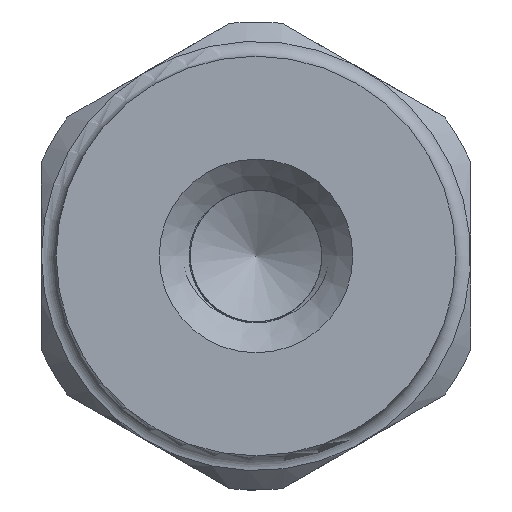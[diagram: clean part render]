
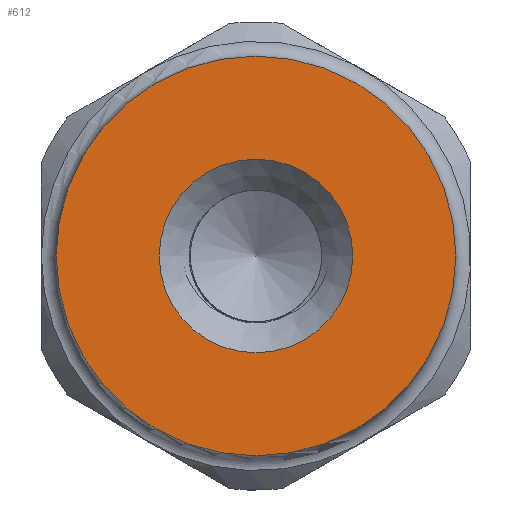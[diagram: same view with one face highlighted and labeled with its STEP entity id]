
A CAD part, front view. The second image highlights one B-rep face of the part: STEP entity #612.
In plain terms, the highlighted planar face has unit normal (0, -1, 0).
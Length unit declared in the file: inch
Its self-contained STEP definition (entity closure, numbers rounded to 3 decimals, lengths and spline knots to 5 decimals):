
#91=PLANE('',#697);
#116=FACE_BOUND('',#206,.T.);
#151=FACE_OUTER_BOUND('',#205,.T.);
#205=EDGE_LOOP('',(#528));
#206=EDGE_LOOP('',(#529));
#245=CIRCLE('',#684,0.155);
#248=CIRCLE('',#689,0.32);
#303=VERTEX_POINT('',#1116);
#305=VERTEX_POINT('',#1123);
#375=EDGE_CURVE('',#303,#303,#245,.T.);
#378=EDGE_CURVE('',#305,#305,#248,.T.);
#528=ORIENTED_EDGE('',*,*,#378,.T.);
#529=ORIENTED_EDGE('',*,*,#375,.T.);
#612=ADVANCED_FACE('',(#151,#116),#91,.F.);
#684=AXIS2_PLACEMENT_3D('',#1117,#821,#822);
#689=AXIS2_PLACEMENT_3D('',#1124,#831,#832);
#697=AXIS2_PLACEMENT_3D('',#1136,#851,#852);
#821=DIRECTION('center_axis',(0.,1.,0.));
#822=DIRECTION('ref_axis',(-1.,0.,0.));
#831=DIRECTION('center_axis',(0.,-1.,0.));
#832=DIRECTION('ref_axis',(1.,0.,0.));
#851=DIRECTION('center_axis',(0.,1.,0.));
#852=DIRECTION('ref_axis',(1.,0.,0.));
#1116=CARTESIAN_POINT('',(-0.155,0.,0.));
#1117=CARTESIAN_POINT('Origin',(0.,0.,0.));
#1123=CARTESIAN_POINT('',(-0.32,0.,0.));
#1124=CARTESIAN_POINT('Origin',(0.,0.,0.));
#1136=CARTESIAN_POINT('Origin',(0.,0.,0.));
